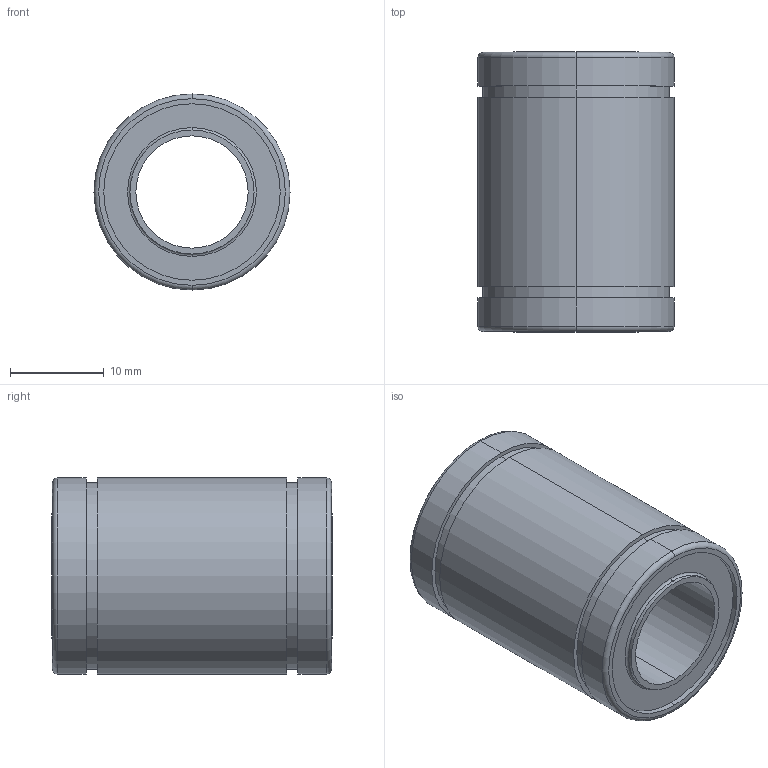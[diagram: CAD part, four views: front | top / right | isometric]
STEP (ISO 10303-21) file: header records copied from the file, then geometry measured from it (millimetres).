
FILE_DESCRIPTION (( 'STEP AP203' ), '1' );
FILE_NAME ('535214.STEP', '2015-02-02T14:48:30', ( 'Kyle' ), ( 'Microsoft' ), 'SwSTEP 2.0', 'SolidWorks 2014', '' );
FILE_SCHEMA (( 'CONFIG_CONTROL_DESIGN' ));
Length unit declared in the file: inch
Products named in the file (1): 535214
Bounding box: 20.97 x 30 x 20.97 mm (x, y, z)
Volume: 6690.2 mm3; surface area: 3764.8 mm2
Topology: 1 solids, 1 shells, 38 faces, 76 edges, 48 vertices
Faces by surface type: cylinder 20, plane 10, torus 8
Entity records: 1095 total; most frequent: DIRECTION 210, CARTESIAN_POINT 163, ORIENTED_EDGE 152, AXIS2_PLACEMENT_3D 95, EDGE_CURVE 76, CIRCLE 56, EDGE_LOOP 48, VERTEX_POINT 48
